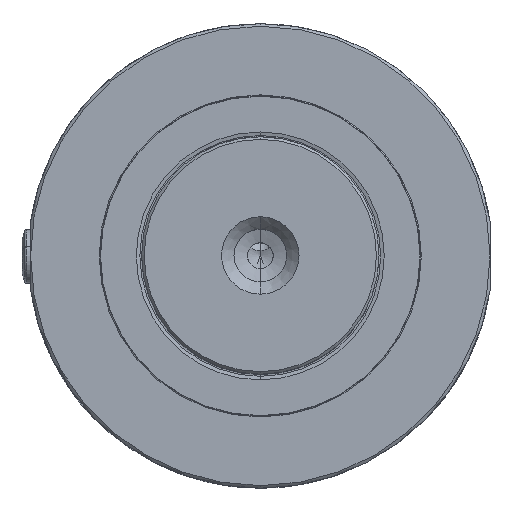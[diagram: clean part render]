
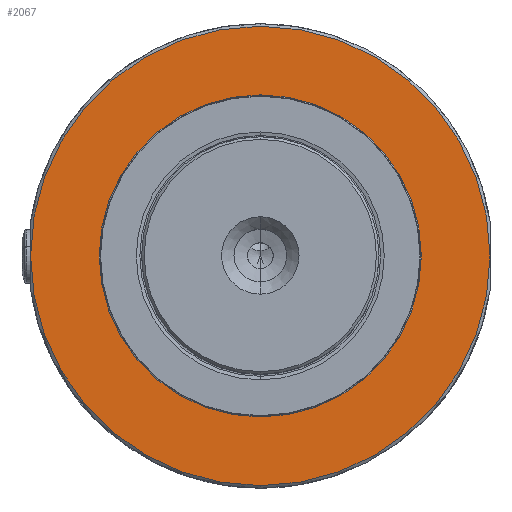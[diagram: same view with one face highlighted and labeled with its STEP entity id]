
A CAD part, top view. The second image highlights one B-rep face of the part: STEP entity #2067.
In plain terms, the highlighted planar face has unit normal (0, 0, 1).
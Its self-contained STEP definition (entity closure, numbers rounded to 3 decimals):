
#1223=VERTEX_POINT('NONE',#3554);
#1315=EDGE_CURVE('NONE',#1931,#2567,#3656,.T.);
#1559=EDGE_CURVE('NONE',#1963,#2279,#3924,.T.);
#1833=EDGE_CURVE('NONE',#2567,#1963,#4233,.T.);
#1879=EDGE_CURVE('NONE',#2279,#1931,#4283,.T.);
#1931=VERTEX_POINT('NONE',#4341);
#1957=VERTEX_POINT('NONE',#4370);
#1963=VERTEX_POINT('NONE',#4376);
#2067=ADVANCED_FACE('NONE',(#4490,#4491),#4492,.F.);
#2279=VERTEX_POINT('',#4732);
#2553=EDGE_CURVE('NONE',#1223,#1957,#5037,.T.);
#2567=VERTEX_POINT('NONE',#5055);
#3223=EDGE_CURVE('NONE',#1957,#1223,#5785,.T.);
#3554=CARTESIAN_POINT('',(0.0,-31.2,-0.2));
#3656=CIRCLE('',#6961,44.5);
#3924=CIRCLE('',#7958,44.5);
#4233=CIRCLE('',#10375,44.5);
#4283=CIRCLE('',#10507,44.5);
#4341=CARTESIAN_POINT('',(-44.5,0.,-0.2));
#4370=CARTESIAN_POINT('',(0.,31.2,-0.2));
#4376=CARTESIAN_POINT('',(44.5,0.,-0.2));
#4490=FACE_OUTER_BOUND('',#11520,.T.);
#4491=FACE_BOUND('',#11521,.T.);
#4492=PLANE('',#11522);
#4732=CARTESIAN_POINT('',(0.,44.5,-0.2));
#5037=CIRCLE('',#14650,31.2);
#5055=CARTESIAN_POINT('',(0.0,-44.5,-0.2));
#5785=CIRCLE('',#17192,31.2);
#6961=AXIS2_PLACEMENT_3D('',#18720,#18721,#18722);
#7958=AXIS2_PLACEMENT_3D('',#18998,#18999,#19000);
#10375=AXIS2_PLACEMENT_3D('',#19351,#19352,#19353);
#10507=AXIS2_PLACEMENT_3D('',#19407,#19408,#19409);
#11520=EDGE_LOOP('',(#19636,#19637,#19638,#19639));
#11521=EDGE_LOOP('',(#19640,#19641));
#11522=AXIS2_PLACEMENT_3D('',#19642,#19643,#19644);
#14650=AXIS2_PLACEMENT_3D('',#20298,#20299,#20300);
#17192=AXIS2_PLACEMENT_3D('',#21130,#21131,#21132);
#18720=CARTESIAN_POINT('',(0.0,0.0,-0.2));
#18721=DIRECTION('',(-0.0,0.0,1.0));
#18722=DIRECTION('',(0.0,-1.0,0.0));
#18998=CARTESIAN_POINT('',(0.0,0.0,-0.2));
#18999=DIRECTION('',(-0.0,0.0,1.0));
#19000=DIRECTION('',(0.0,-1.0,0.0));
#19351=CARTESIAN_POINT('',(0.0,0.0,-0.2));
#19352=DIRECTION('',(-0.0,0.0,1.0));
#19353=DIRECTION('',(0.0,-1.0,0.0));
#19407=CARTESIAN_POINT('',(0.0,0.0,-0.2));
#19408=DIRECTION('',(-0.0,0.0,1.0));
#19409=DIRECTION('',(0.0,-1.0,0.0));
#19636=ORIENTED_EDGE('',*,*,#1559,.T.);
#19637=ORIENTED_EDGE('',*,*,#1879,.T.);
#19638=ORIENTED_EDGE('',*,*,#1315,.T.);
#19639=ORIENTED_EDGE('',*,*,#1833,.T.);
#19640=ORIENTED_EDGE('',*,*,#2553,.T.);
#19641=ORIENTED_EDGE('',*,*,#3223,.T.);
#19642=CARTESIAN_POINT('',(-31.0,0.0,-0.2));
#19643=DIRECTION('',(0.0,0.0,-1.0));
#19644=DIRECTION('',(-1.0,0.0,0.0));
#20298=CARTESIAN_POINT('',(0.0,0.0,-0.2));
#20299=DIRECTION('',(0.0,0.0,-1.0));
#20300=DIRECTION('',(0.0,-1.0,0.0));
#21130=CARTESIAN_POINT('',(0.0,0.0,-0.2));
#21131=DIRECTION('',(0.0,0.0,-1.0));
#21132=DIRECTION('',(0.0,-1.0,0.0));
